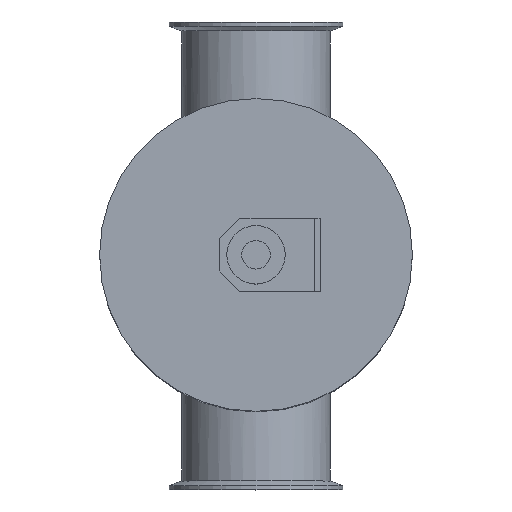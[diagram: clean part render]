
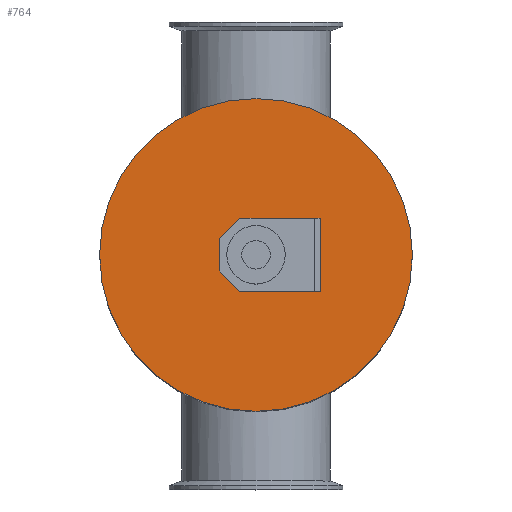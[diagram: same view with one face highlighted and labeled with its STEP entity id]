
A CAD part, top view. The second image highlights one B-rep face of the part: STEP entity #764.
In plain terms, the highlighted planar face has unit normal (0, 0, 1).
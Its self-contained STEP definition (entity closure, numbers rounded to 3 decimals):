
#191=FACE_OUTER_BOUND('',#252,.T.);
#252=EDGE_LOOP('',(#541));
#321=CIRCLE('',#895,107.);
#364=VERTEX_POINT('',#1263);
#432=EDGE_CURVE('',#364,#364,#321,.T.);
#541=ORIENTED_EDGE('',*,*,#432,.F.);
#734=PLANE('',#894);
#764=ADVANCED_FACE('',(#191),#734,.T.);
#894=AXIS2_PLACEMENT_3D('',#1262,#1018,#1019);
#895=AXIS2_PLACEMENT_3D('',#1264,#1020,#1021);
#1018=DIRECTION('center_axis',(0.,0.,1.));
#1019=DIRECTION('ref_axis',(1.,0.,0.));
#1020=DIRECTION('center_axis',(0.,0.,-1.));
#1021=DIRECTION('ref_axis',(-1.,0.,0.));
#1262=CARTESIAN_POINT('Origin',(-53.5,0.,412.8));
#1263=CARTESIAN_POINT('',(107.,0.,412.8));
#1264=CARTESIAN_POINT('Origin',(0.,0.,412.8));
